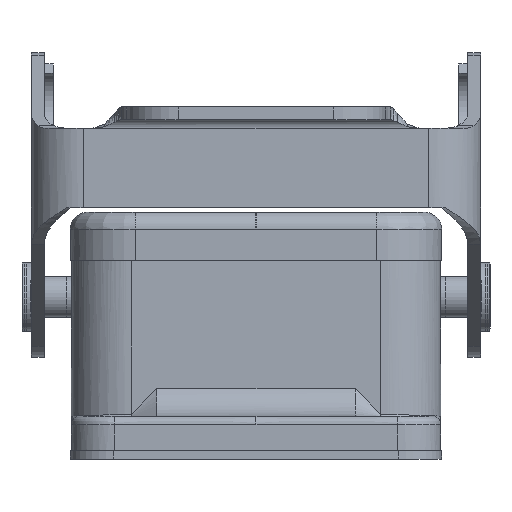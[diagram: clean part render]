
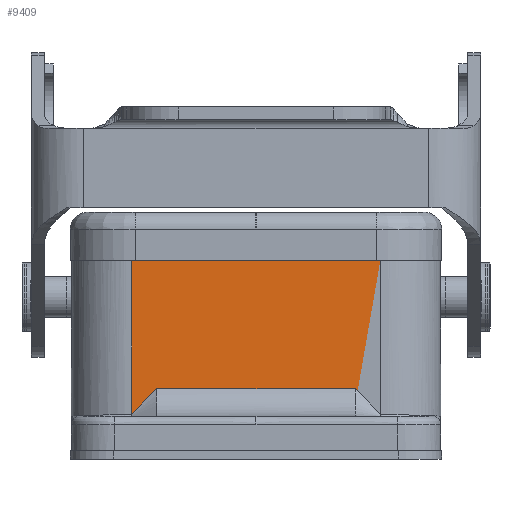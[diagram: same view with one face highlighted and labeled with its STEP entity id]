
A CAD part, left-side view. The second image highlights one B-rep face of the part: STEP entity #9409.
In plain terms, the highlighted planar face has unit normal (-1, 0, 0).
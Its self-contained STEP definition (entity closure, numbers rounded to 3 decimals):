
#8375=FACE_OUTER_BOUND('',#11363,.T.);
#9409=ADVANCED_FACE('',(#8375),#9894,.T.);
#9894=PLANE('',#26520);
#11363=EDGE_LOOP('',(#20176,#20177,#20178,#20179,#20180,#20181));
#12210=LINE('',#37082,#13682);
#12847=LINE('',#41680,#14319);
#12852=LINE('',#41964,#14324);
#13682=VECTOR('',#28888,1.);
#14319=VECTOR('',#30653,1.);
#14324=VECTOR('',#30676,1.);
#15207=B_SPLINE_CURVE_WITH_KNOTS('',3,(#41729,#41730,#41731,#41732),
 .UNSPECIFIED.,.F.,.F.,(4,4),(0.,1.),.UNSPECIFIED.);
#15216=B_SPLINE_CURVE_WITH_KNOTS('',3,(#41921,#41922,#41923,#41924),
 .UNSPECIFIED.,.F.,.F.,(4,4),(0.,1.),.UNSPECIFIED.);
#15219=B_SPLINE_CURVE_WITH_KNOTS('',3,(#41977,#41978,#41979,#41980),
 .UNSPECIFIED.,.F.,.F.,(4,4),(0.,1.),.UNSPECIFIED.);
#20176=ORIENTED_EDGE('',*,*,#24878,.T.);
#20177=ORIENTED_EDGE('',*,*,#24879,.F.);
#20178=ORIENTED_EDGE('',*,*,#23759,.T.);
#20179=ORIENTED_EDGE('',*,*,#24873,.T.);
#20180=ORIENTED_EDGE('',*,*,#24854,.F.);
#20181=ORIENTED_EDGE('',*,*,#24859,.T.);
#21520=VERTEX_POINT('',#37075);
#21522=VERTEX_POINT('',#37081);
#22254=VERTEX_POINT('',#41679);
#22255=VERTEX_POINT('',#41681);
#22257=VERTEX_POINT('',#41694);
#22263=VERTEX_POINT('',#41963);
#23759=EDGE_CURVE('',#21520,#21522,#12210,.T.);
#24854=EDGE_CURVE('',#22254,#22255,#12847,.T.);
#24859=EDGE_CURVE('',#22254,#22257,#15207,.T.);
#24873=EDGE_CURVE('',#21522,#22255,#15216,.T.);
#24878=EDGE_CURVE('',#22257,#22263,#12852,.T.);
#24879=EDGE_CURVE('',#21520,#22263,#15219,.T.);
#26520=AXIS2_PLACEMENT_3D('',#41981,#30677,#30678);
#28888=DIRECTION('',(0.,-0.697,-0.717));
#30653=DIRECTION('',(0.,-1.,0.));
#30676=DIRECTION('',(0.,-0.697,0.717));
#30677=DIRECTION('',(-1.,0.,0.));
#30678=DIRECTION('',(0.,1.,0.));
#37075=CARTESIAN_POINT('',(-65.801,-11.5,-17.069));
#37081=CARTESIAN_POINT('',(-65.8,-14.4,-20.049));
#37082=CARTESIAN_POINT('',(-65.801,-11.5,-17.069));
#41679=CARTESIAN_POINT('',(-65.801,14.4,-2.249));
#41680=CARTESIAN_POINT('',(-65.801,14.4,-2.249));
#41681=CARTESIAN_POINT('',(-65.801,-14.4,-2.249));
#41694=CARTESIAN_POINT('',(-65.8,14.4,-20.049));
#41729=CARTESIAN_POINT('',(-65.801,14.4,-2.249));
#41730=CARTESIAN_POINT('',(-65.801,14.4,-8.182));
#41731=CARTESIAN_POINT('',(-65.801,14.4,-14.115));
#41732=CARTESIAN_POINT('',(-65.801,14.4,-20.049));
#41921=CARTESIAN_POINT('',(-65.801,-14.4,-20.049));
#41922=CARTESIAN_POINT('',(-65.801,-14.4,-14.115));
#41923=CARTESIAN_POINT('',(-65.801,-14.4,-8.182));
#41924=CARTESIAN_POINT('',(-65.801,-14.4,-2.249));
#41963=CARTESIAN_POINT('',(-65.801,11.5,-17.069));
#41964=CARTESIAN_POINT('',(-65.801,14.4,-20.049));
#41977=CARTESIAN_POINT('',(-65.795,-11.5,-17.072));
#41978=CARTESIAN_POINT('',(-65.795,-3.833,-17.072));
#41979=CARTESIAN_POINT('',(-65.795,3.833,-17.072));
#41980=CARTESIAN_POINT('',(-65.795,11.5,-17.072));
#41981=CARTESIAN_POINT('',(-65.801,-15.11,-2.149));
